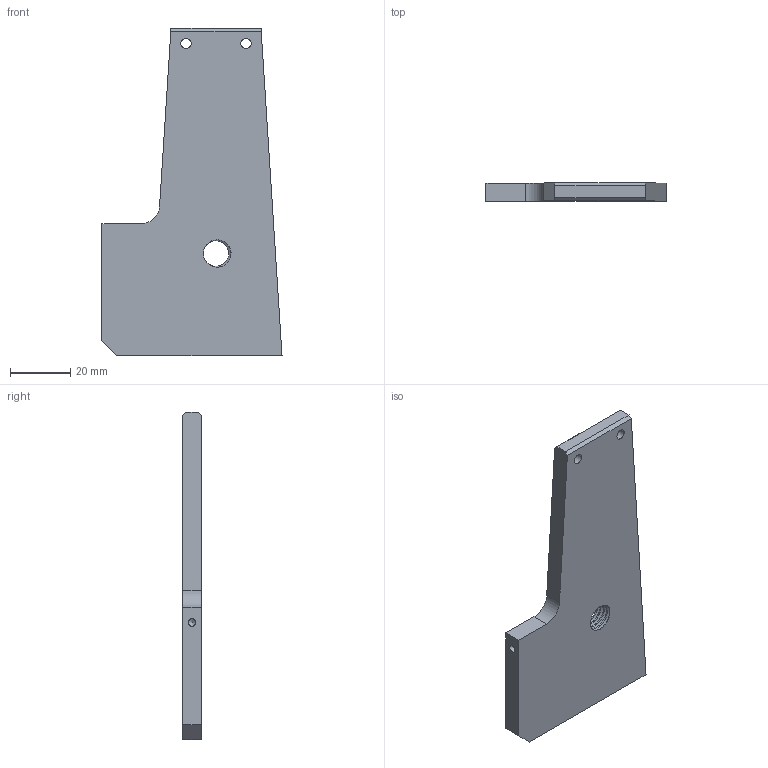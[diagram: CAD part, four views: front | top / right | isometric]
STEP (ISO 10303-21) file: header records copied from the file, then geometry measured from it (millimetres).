
FILE_DESCRIPTION(('FreeCAD Model'),'2;1');
FILE_NAME('Open CASCADE Shape Model','2022-05-02T23:02:14',(''),(''), 'Open CASCADE STEP processor 7.5','FreeCAD','Unknown');
FILE_SCHEMA(('AUTOMOTIVE_DESIGN { 1 0 10303 214 1 1 1 1 }'));
Length unit declared in the file: millimetre
Products named in the file (1): Mid_Panel
Bounding box: 60 x 6 x 109 mm (x, y, z)
Volume: 28044.1 mm3; surface area: 12000.5 mm2
Topology: 1 solids, 1 shells, 36 faces, 93 edges, 59 vertices
Faces by surface type: bspline 15, plane 11, cylinder 7, cone 3
Full cylindrical faces by diameter (mm): 2.5 x3, 3.4 x2
Entity records: 3006 total; most frequent: CARTESIAN_POINT 2213, ORIENTED_EDGE 180, DIRECTION 112, EDGE_CURVE 90, VERTEX_POINT 59, FACE_BOUND 45, EDGE_LOOP 45, AXIS2_PLACEMENT_3D 38
